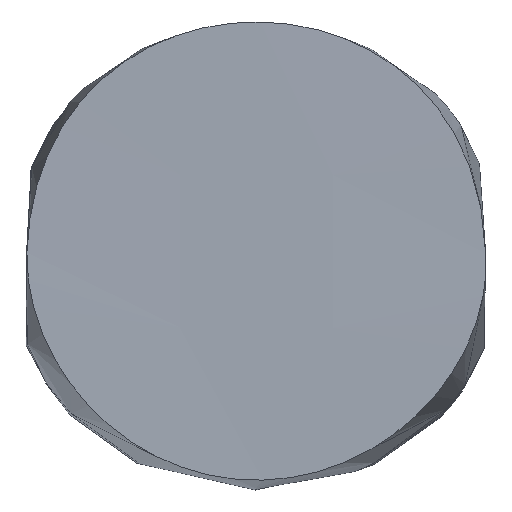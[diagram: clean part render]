
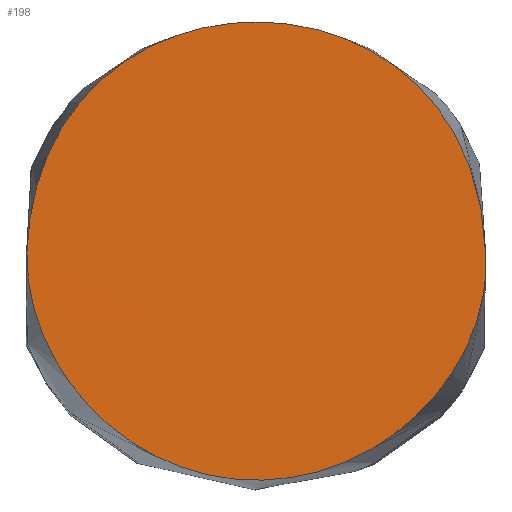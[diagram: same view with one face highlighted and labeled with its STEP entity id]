
A CAD part, top view. The second image highlights one B-rep face of the part: STEP entity #198.
In plain terms, the highlighted free-form (B-spline) face has degree [3, 3] with [4, 4] control points.
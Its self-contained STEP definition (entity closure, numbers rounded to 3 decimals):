
#22 = VERTEX_POINT('',#23);
#23 = CARTESIAN_POINT('',(0.647,-0.005,
    0.998));
#32 = B_SPLINE_SURFACE_WITH_KNOTS('',3,3,(
    (#33,#34,#35,#36)
    ,(#37,#38,#39,#40)
    ,(#41,#42,#43,#44)
    ,(#45,#46,#47,#48
    )),.UNSPECIFIED.,.F.,.F.,.F.,(4,4),(4,4),(0.,1.),(0.,1.),
  .PIECEWISE_BEZIER_KNOTS.);
#33 = CARTESIAN_POINT('',(-0.688,0.013,
    -1.046));
#34 = CARTESIAN_POINT('',(-0.686,0.014,
    -0.343));
#35 = CARTESIAN_POINT('',(-0.688,0.016,
    0.345));
#36 = CARTESIAN_POINT('',(-0.684,0.02,1.046
    ));
#37 = CARTESIAN_POINT('',(-0.719,-0.888,
    -1.041));
#38 = CARTESIAN_POINT('',(-0.717,-0.894,
    -0.341));
#39 = CARTESIAN_POINT('',(-0.714,-0.886,0.354)
  );
#40 = CARTESIAN_POINT('',(-0.716,-0.891,1.053
    ));
#41 = CARTESIAN_POINT('',(0.714,-0.908,-1.039
    ));
#42 = CARTESIAN_POINT('',(0.717,-0.898,-0.351
    ));
#43 = CARTESIAN_POINT('',(0.711,-0.892,0.35)
  );
#44 = CARTESIAN_POINT('',(0.721,-0.891,1.053)
  );
#45 = CARTESIAN_POINT('',(0.688,0.011,-1.04
    ));
#46 = CARTESIAN_POINT('',(0.686,0.002,
    -0.345));
#47 = CARTESIAN_POINT('',(0.689,0.011,
    0.361));
#48 = CARTESIAN_POINT('',(0.691,0.018,1.045)
  );
#57 = B_SPLINE_SURFACE_WITH_KNOTS('',3,3,(
    (#58,#59,#60,#61)
    ,(#62,#63,#64,#65)
    ,(#66,#67,#68,#69)
    ,(#70,#71,#72,#73
    )),.UNSPECIFIED.,.F.,.F.,.F.,(4,4),(4,4),(0.,1.),(0.,1.),
  .PIECEWISE_BEZIER_KNOTS.);
#58 = CARTESIAN_POINT('',(0.674,-0.003,
    -1.049));
#59 = CARTESIAN_POINT('',(0.672,-0.008,
    -0.341));
#60 = CARTESIAN_POINT('',(0.681,0.007,
    0.344));
#61 = CARTESIAN_POINT('',(0.674,-0.006,
    1.049));
#62 = CARTESIAN_POINT('',(0.686,0.854,-1.043)
  );
#63 = CARTESIAN_POINT('',(0.68,0.857,-0.363)
  );
#64 = CARTESIAN_POINT('',(0.665,0.849,0.361)
  );
#65 = CARTESIAN_POINT('',(0.686,0.875,1.037)
  );
#66 = CARTESIAN_POINT('',(-0.7,0.86,-1.047
    ));
#67 = CARTESIAN_POINT('',(-0.686,0.841,-0.337
    ));
#68 = CARTESIAN_POINT('',(-0.672,0.861,0.336)
  );
#69 = CARTESIAN_POINT('',(-0.701,0.863,1.056)
  );
#70 = CARTESIAN_POINT('',(-0.666,-0.016,
    -1.046));
#71 = CARTESIAN_POINT('',(-0.676,-0.002,
    -0.35));
#72 = CARTESIAN_POINT('',(-0.667,-0.011,
    0.354));
#73 = CARTESIAN_POINT('',(-0.664,-0.014,
    1.044));
#130 = VERTEX_POINT('',#131);
#131 = CARTESIAN_POINT('',(-0.644,-0.002,
    1.001));
#154 = EDGE_CURVE('',#130,#22,#155,.T.);
#155 = SURFACE_CURVE('',#156,(#162,#172),.PCURVE_S1.);
#156 = B_SPLINE_CURVE_WITH_KNOTS('',4,(#157,#158,#159,#160,#161),
  .UNSPECIFIED.,.F.,.F.,(5,5),(0.,1.),.PIECEWISE_BEZIER_KNOTS.);
#157 = CARTESIAN_POINT('',(-0.644,-0.002,
    1.001));
#158 = CARTESIAN_POINT('',(-0.655,-0.497,1.01
    ));
#159 = CARTESIAN_POINT('',(-0.015,-1.05,
    0.993));
#160 = CARTESIAN_POINT('',(0.682,-0.499,0.999
    ));
#161 = CARTESIAN_POINT('',(0.647,-0.005,
    0.998));
#162 = PCURVE('',#32,#163);
#163 = DEFINITIONAL_REPRESENTATION('',(#164),#171);
#164 = B_SPLINE_CURVE_WITH_KNOTS('',5,(#165,#166,#167,#168,#169,#170),
  .UNSPECIFIED.,.F.,.F.,(6,6),(0.,1.),.PIECEWISE_BEZIER_KNOTS.);
#165 = CARTESIAN_POINT('',(0.008,0.979));
#166 = CARTESIAN_POINT('',(0.155,0.98));
#167 = CARTESIAN_POINT('',(0.474,0.975));
#168 = CARTESIAN_POINT('',(0.527,0.973));
#169 = CARTESIAN_POINT('',(0.844,0.976));
#170 = CARTESIAN_POINT('',(0.991,0.977));
#171 = ( GEOMETRIC_REPRESENTATION_CONTEXT(2) 
PARAMETRIC_REPRESENTATION_CONTEXT() REPRESENTATION_CONTEXT('2D SPACE',''
  ) );
#172 = PCURVE('',#173,#190);
#173 = B_SPLINE_SURFACE_WITH_KNOTS('',3,3,(
    (#174,#175,#176,#177)
    ,(#178,#179,#180,#181)
    ,(#182,#183,#184,#185)
    ,(#186,#187,#188,#189
    )),.UNSPECIFIED.,.F.,.F.,.F.,(4,4),(4,4),(0.,1.),(0.,1.),
  .PIECEWISE_BEZIER_KNOTS.);
#174 = CARTESIAN_POINT('',(-0.671,-0.678,
    1.));
#175 = CARTESIAN_POINT('',(-0.674,-0.216,
    1.003));
#176 = CARTESIAN_POINT('',(-0.669,0.232,1.001
    ));
#177 = CARTESIAN_POINT('',(-0.668,0.689,1.
    ));
#178 = CARTESIAN_POINT('',(-0.23,-0.679,
    0.995));
#179 = CARTESIAN_POINT('',(-0.22,-0.232,
    1.004));
#180 = CARTESIAN_POINT('',(-0.223,0.237,0.994
    ));
#181 = CARTESIAN_POINT('',(-0.224,0.685,0.998
    ));
#182 = CARTESIAN_POINT('',(0.224,-0.678,1.)
  );
#183 = CARTESIAN_POINT('',(0.22,-0.227,1.
    ));
#184 = CARTESIAN_POINT('',(0.228,0.227,1.004)
  );
#185 = CARTESIAN_POINT('',(0.227,0.687,0.996)
  );
#186 = CARTESIAN_POINT('',(0.671,-0.683,0.998
    ));
#187 = CARTESIAN_POINT('',(0.673,-0.221,1.005
    ));
#188 = CARTESIAN_POINT('',(0.672,0.23,1.003)
  );
#189 = CARTESIAN_POINT('',(0.671,0.689,1.)
  );
#190 = DEFINITIONAL_REPRESENTATION('',(#191),#197);
#191 = B_SPLINE_CURVE_WITH_KNOTS('',4,(#192,#193,#194,#195,#196),
  .UNSPECIFIED.,.F.,.F.,(5,5),(0.,1.),.PIECEWISE_BEZIER_KNOTS.);
#192 = CARTESIAN_POINT('',(0.02,0.493));
#193 = CARTESIAN_POINT('',(0.014,0.13));
#194 = CARTESIAN_POINT('',(0.493,-0.267));
#195 = CARTESIAN_POINT('',(1.007,0.132));
#196 = CARTESIAN_POINT('',(0.981,0.493));
#197 = ( GEOMETRIC_REPRESENTATION_CONTEXT(2) 
PARAMETRIC_REPRESENTATION_CONTEXT() REPRESENTATION_CONTEXT('2D SPACE',''
  ) );
#198 = ADVANCED_FACE('',(#199),#173,.T.);
#199 = FACE_BOUND('',#200,.T.);
#200 = EDGE_LOOP('',(#201,#227));
#201 = ORIENTED_EDGE('',*,*,#202,.T.);
#202 = EDGE_CURVE('',#22,#130,#203,.T.);
#203 = SURFACE_CURVE('',#204,(#209,#217),.PCURVE_S1.);
#204 = B_SPLINE_CURVE_WITH_KNOTS('',3,(#205,#206,#207,#208),
  .UNSPECIFIED.,.F.,.F.,(4,4),(0.,1.),.PIECEWISE_BEZIER_KNOTS.);
#205 = CARTESIAN_POINT('',(0.647,-0.005,
    0.998));
#206 = CARTESIAN_POINT('',(0.623,0.862,1.001)
  );
#207 = CARTESIAN_POINT('',(-0.614,0.865,0.999
    ));
#208 = CARTESIAN_POINT('',(-0.644,-0.002,
    1.001));
#209 = PCURVE('',#173,#210);
#210 = DEFINITIONAL_REPRESENTATION('',(#211),#216);
#211 = B_SPLINE_CURVE_WITH_KNOTS('',3,(#212,#213,#214,#215),
  .UNSPECIFIED.,.F.,.F.,(4,4),(0.,1.),.PIECEWISE_BEZIER_KNOTS.);
#212 = CARTESIAN_POINT('',(0.981,0.493));
#213 = CARTESIAN_POINT('',(0.964,1.128));
#214 = CARTESIAN_POINT('',(0.039,1.13));
#215 = CARTESIAN_POINT('',(0.02,0.493));
#216 = ( GEOMETRIC_REPRESENTATION_CONTEXT(2) 
PARAMETRIC_REPRESENTATION_CONTEXT() REPRESENTATION_CONTEXT('2D SPACE',''
  ) );
#217 = PCURVE('',#57,#218);
#218 = DEFINITIONAL_REPRESENTATION('',(#219),#226);
#219 = B_SPLINE_CURVE_WITH_KNOTS('',5,(#220,#221,#222,#223,#224,#225),
  .UNSPECIFIED.,.F.,.F.,(6,6),(0.,1.),.PIECEWISE_BEZIER_KNOTS.);
#220 = CARTESIAN_POINT('',(0.,0.976));
#221 = CARTESIAN_POINT('',(0.197,0.98));
#222 = CARTESIAN_POINT('',(0.455,0.979));
#223 = CARTESIAN_POINT('',(0.536,0.977));
#224 = CARTESIAN_POINT('',(0.796,0.976));
#225 = CARTESIAN_POINT('',(0.996,0.979));
#226 = ( GEOMETRIC_REPRESENTATION_CONTEXT(2) 
PARAMETRIC_REPRESENTATION_CONTEXT() REPRESENTATION_CONTEXT('2D SPACE',''
  ) );
#227 = ORIENTED_EDGE('',*,*,#154,.T.);
